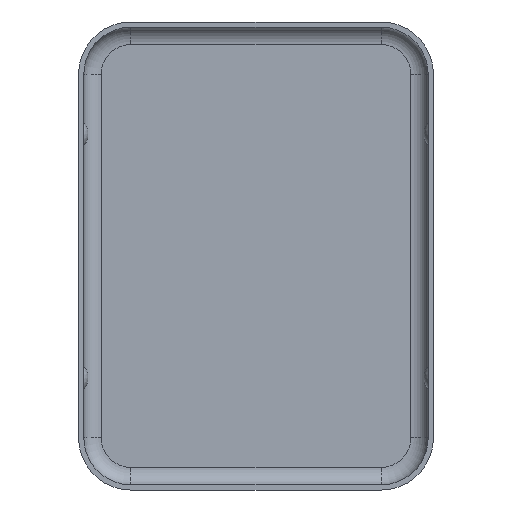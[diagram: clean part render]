
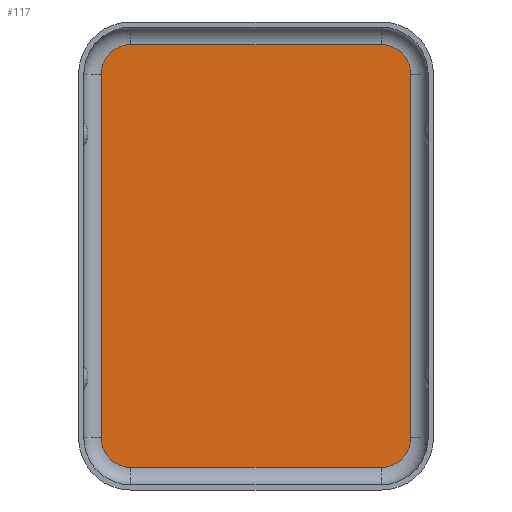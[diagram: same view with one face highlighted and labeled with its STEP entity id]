
A CAD part, front view. The second image highlights one B-rep face of the part: STEP entity #117.
In plain terms, the highlighted planar face has unit normal (0, -1, 0).
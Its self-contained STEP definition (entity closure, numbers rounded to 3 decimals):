
#117 = ADVANCED_FACE( 'NONE', ( #248 ), #249, .T. );
#248 = FACE_OUTER_BOUND( '', #393, .T. );
#249 = PLANE( '', #394 );
#393 = EDGE_LOOP( '', ( #653, #654, #655, #656, #657, #658, #659, #660 ) );
#394 = AXIS2_PLACEMENT_3D( '', #661, #662, #663 );
#653 = ORIENTED_EDGE( '', *, *, #899, .F. );
#654 = ORIENTED_EDGE( '', *, *, #894, .F. );
#655 = ORIENTED_EDGE( '', *, *, #825, .F. );
#656 = ORIENTED_EDGE( '', *, *, #847, .T. );
#657 = ORIENTED_EDGE( '', *, *, #900, .T. );
#658 = ORIENTED_EDGE( '', *, *, #804, .F. );
#659 = ORIENTED_EDGE( '', *, *, #879, .T. );
#660 = ORIENTED_EDGE( '', *, *, #839, .T. );
#661 = CARTESIAN_POINT( '', ( 7.2, 0., -10.45 ) );
#662 = DIRECTION( '', ( 0., -1., 0. ) );
#663 = DIRECTION( '', ( 0., 0., -1. ) );
#804 = EDGE_CURVE( 'NONE', #936, #938, #939, .T. );
#825 = EDGE_CURVE( 'NONE', #971, #973, #974, .T. );
#839 = EDGE_CURVE( 'NONE', #996, #994, #997, .T. );
#847 = EDGE_CURVE( 'NONE', #971, #1006, #1008, .T. );
#879 = EDGE_CURVE( 'NONE', #936, #996, #1055, .T. );
#894 = EDGE_CURVE( 'NONE', #973, #1076, #1077, .T. );
#899 = EDGE_CURVE( 'NONE', #1076, #994, #1083, .T. );
#900 = EDGE_CURVE( 'NONE', #1006, #938, #1084, .T. );
#936 = VERTEX_POINT( 'NONE', #1123 );
#938 = VERTEX_POINT( 'NONE', #1125 );
#939 = CIRCLE( '', #1126, 1.7 );
#971 = VERTEX_POINT( 'NONE', #1165 );
#973 = VERTEX_POINT( 'NONE', #1167 );
#974 = LINE( '', #1168, #1169 );
#994 = VERTEX_POINT( 'NONE', #1190 );
#996 = VERTEX_POINT( 'NONE', #1192 );
#997 = CIRCLE( '', #1193, 1.7 );
#1006 = VERTEX_POINT( 'NONE', #1205 );
#1008 = CIRCLE( '', #1207, 1.7 );
#1055 = LINE( '', #1265, #1266 );
#1076 = VERTEX_POINT( 'NONE', #1290 );
#1077 = CIRCLE( '', #1291, 1.7 );
#1083 = LINE( '', #1297, #1298 );
#1084 = LINE( '', #1299, #1300 );
#1123 = CARTESIAN_POINT( '', ( -8.9, 0., 10.45 ) );
#1125 = CARTESIAN_POINT( '', ( -7.2, 0., 12.15 ) );
#1126 = AXIS2_PLACEMENT_3D( '', #1352, #1353, #1354 );
#1165 = CARTESIAN_POINT( '', ( 8.9, 0., 10.45 ) );
#1167 = CARTESIAN_POINT( '', ( 8.9, 0., -10.45 ) );
#1168 = CARTESIAN_POINT( '', ( 8.9, 0., 0. ) );
#1169 = VECTOR( '', #1386, 1000. );
#1190 = CARTESIAN_POINT( '', ( -7.2, 0., -12.15 ) );
#1192 = CARTESIAN_POINT( '', ( -8.9, 0., -10.45 ) );
#1193 = AXIS2_PLACEMENT_3D( '', #1415, #1416, #1417 );
#1205 = CARTESIAN_POINT( '', ( 7.2, 0., 12.15 ) );
#1207 = AXIS2_PLACEMENT_3D( '', #1427, #1428, #1429 );
#1265 = CARTESIAN_POINT( '', ( -8.9, 0., 0. ) );
#1266 = VECTOR( '', #1477, 1000. );
#1290 = CARTESIAN_POINT( '', ( 7.2, 0., -12.15 ) );
#1291 = AXIS2_PLACEMENT_3D( '', #1499, #1500, #1501 );
#1297 = CARTESIAN_POINT( '', ( 7.2, 0., -12.15 ) );
#1298 = VECTOR( '', #1508, 1000. );
#1299 = CARTESIAN_POINT( '', ( 7.2, 0., 12.15 ) );
#1300 = VECTOR( '', #1509, 1000. );
#1352 = CARTESIAN_POINT( '', ( -7.2, 0., 10.45 ) );
#1353 = DIRECTION( '', ( 0., 1., 0. ) );
#1354 = DIRECTION( '', ( 0., 0., -1. ) );
#1386 = DIRECTION( '', ( 0., 0., -1. ) );
#1415 = CARTESIAN_POINT( '', ( -7.2, 0., -10.45 ) );
#1416 = DIRECTION( '', ( 0., -1., 0. ) );
#1417 = DIRECTION( '', ( 0., 0., 1. ) );
#1427 = CARTESIAN_POINT( '', ( 7.2, 0., 10.45 ) );
#1428 = DIRECTION( '', ( 0., -1., 0. ) );
#1429 = DIRECTION( '', ( 0., 0., -1. ) );
#1477 = DIRECTION( '', ( 0., 0., -1. ) );
#1499 = CARTESIAN_POINT( '', ( 7.2, 0., -10.45 ) );
#1500 = DIRECTION( '', ( 0., 1., 0. ) );
#1501 = DIRECTION( '', ( 0., 0., 1. ) );
#1508 = DIRECTION( '', ( -1., 0., 0. ) );
#1509 = DIRECTION( '', ( -1., 0., 0. ) );
